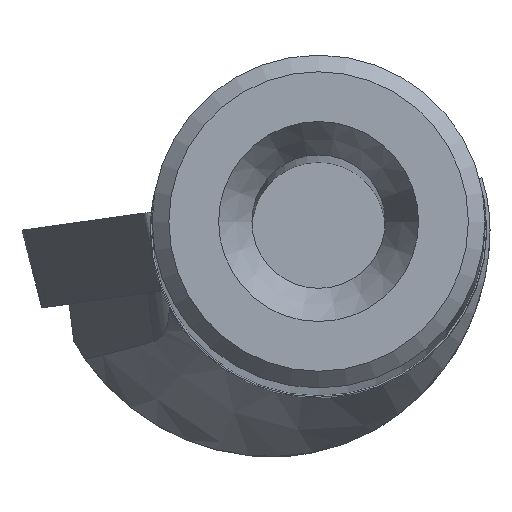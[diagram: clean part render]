
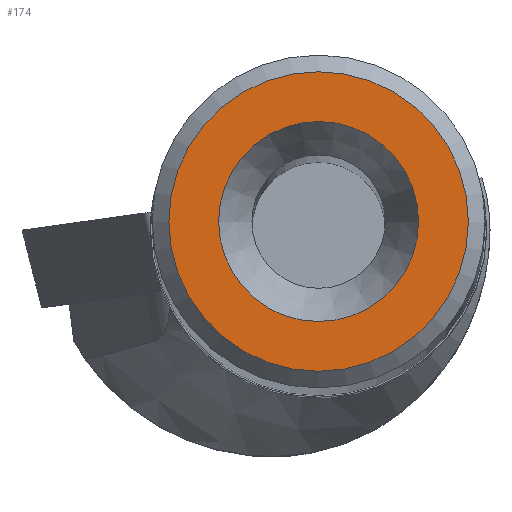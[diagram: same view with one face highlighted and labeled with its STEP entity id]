
A CAD part, top view. The second image highlights one B-rep face of the part: STEP entity #174.
In plain terms, the highlighted planar face has unit normal (0, 0, 1).
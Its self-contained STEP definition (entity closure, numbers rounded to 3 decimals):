
#174=ADVANCED_FACE('',(#309,#310),#207,.T.);
#207=PLANE('',#893);
#309=FACE_BOUND('',#360,.T.);
#310=FACE_BOUND('',#361,.T.);
#360=EDGE_LOOP('',(#502));
#361=EDGE_LOOP('',(#503));
#502=ORIENTED_EDGE('',*,*,#709,.F.);
#503=ORIENTED_EDGE('',*,*,#710,.T.);
#628=VERTEX_POINT('',#1492);
#629=VERTEX_POINT('',#1494);
#709=EDGE_CURVE('',#628,#628,#753,.T.);
#710=EDGE_CURVE('',#629,#629,#754,.T.);
#753=CIRCLE('',#891,3.);
#754=CIRCLE('',#892,4.494);
#891=AXIS2_PLACEMENT_3D('',#1491,#1067,#1068);
#892=AXIS2_PLACEMENT_3D('',#1493,#1069,#1070);
#893=AXIS2_PLACEMENT_3D('',#1495,#1071,#1072);
#1067=DIRECTION('',(0.,0.,1.));
#1068=DIRECTION('',(1.,0.,0.));
#1069=DIRECTION('',(0.,0.,1.));
#1070=DIRECTION('',(1.,0.,0.));
#1071=DIRECTION('',(0.,0.,1.));
#1072=DIRECTION('',(1.,0.,0.));
#1491=CARTESIAN_POINT('',(0.,0.,0.));
#1492=CARTESIAN_POINT('',(3.,0.,0.));
#1493=CARTESIAN_POINT('',(0.,0.,0.));
#1494=CARTESIAN_POINT('',(4.494,0.,0.));
#1495=CARTESIAN_POINT('',(0.,0.,0.));
